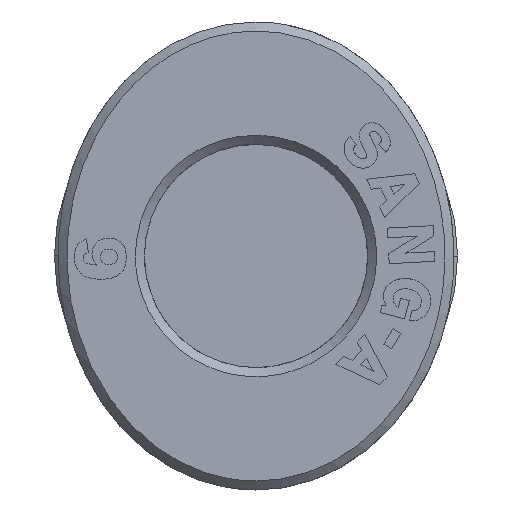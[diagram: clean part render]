
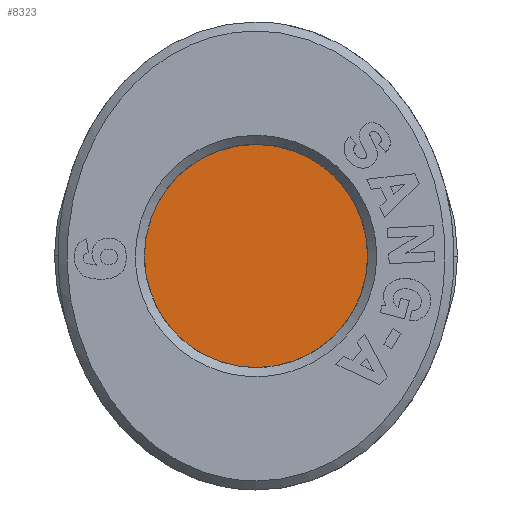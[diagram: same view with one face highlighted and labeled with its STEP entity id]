
A CAD part, left-side view. The second image highlights one B-rep face of the part: STEP entity #8323.
In plain terms, the highlighted planar face has unit normal (-1, 0, 0).
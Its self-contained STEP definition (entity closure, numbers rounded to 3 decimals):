
#424=CARTESIAN_POINT('',(-7.5,0.,3.1));
#425=VERTEX_POINT('',#424);
#434=CARTESIAN_POINT('',(-7.5,0.,-3.1));
#435=VERTEX_POINT('',#434);
#436=CARTESIAN_POINT('',(-7.5,0.,0.));
#437=DIRECTION('',(1.0,0.0,0.0));
#438=DIRECTION('',(0.0,0.0,1.0));
#439=AXIS2_PLACEMENT_3D('',#436,#437,#438);
#440=CIRCLE('',#439,3.1);
#441=EDGE_CURVE('',#425,#435,#440,.T.);
#8304=CARTESIAN_POINT('',(-7.5,0.,0.));
#8305=DIRECTION('',(1.0,0.0,0.0));
#8306=DIRECTION('',(0.0,0.0,1.0));
#8307=AXIS2_PLACEMENT_3D('',#8304,#8305,#8306);
#8308=CIRCLE('',#8307,3.1);
#8309=EDGE_CURVE('',#435,#425,#8308,.T.);
#8314=CARTESIAN_POINT('',(-7.5,0.,0.));
#8315=DIRECTION('',(1.0,0.0,0.0));
#8316=DIRECTION('',(0.0,0.0,1.0));
#8317=AXIS2_PLACEMENT_3D('',#8314,#8315,#8316);
#8318=PLANE('',#8317);
#8319=ORIENTED_EDGE('',*,*,#441,.F.);
#8320=ORIENTED_EDGE('',*,*,#8309,.F.);
#8321=EDGE_LOOP('',(#8319,#8320));
#8322=FACE_OUTER_BOUND('',#8321,.T.);
#8323=ADVANCED_FACE('',(#8322),#8318,.F.);
